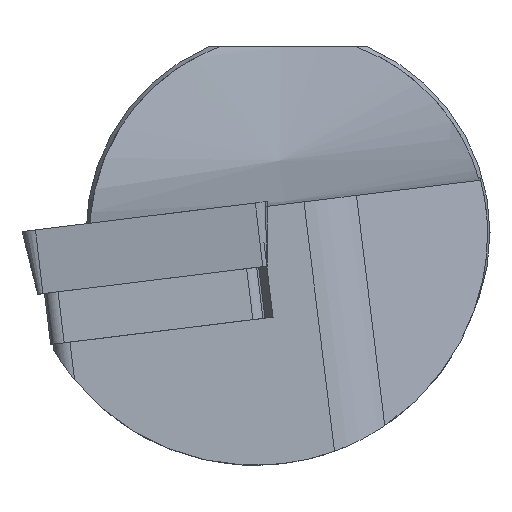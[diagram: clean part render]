
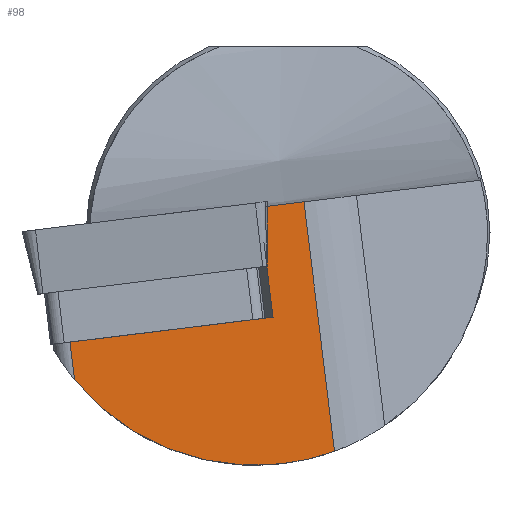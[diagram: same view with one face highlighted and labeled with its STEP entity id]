
A CAD part, left-side view. The second image highlights one B-rep face of the part: STEP entity #98.
In plain terms, the highlighted planar face has unit normal (-0.999, -0.052, 0.006).
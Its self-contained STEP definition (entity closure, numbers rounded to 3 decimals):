
#90=ELLIPSE('',#764,14.419,14.4);
#98=ADVANCED_FACE('',(#162),#139,.F.);
#139=PLANE('',#765);
#162=FACE_OUTER_BOUND('',#202,.T.);
#202=EDGE_LOOP('',(#372,#373,#374,#375,#376,#377,#378,#379));
#241=LINE('',#1030,#298);
#251=LINE('',#1051,#308);
#255=LINE('',#1058,#312);
#256=LINE('',#1060,#313);
#257=LINE('',#1064,#314);
#258=LINE('',#1066,#315);
#259=LINE('',#1068,#316);
#298=VECTOR('',#833,1.);
#308=VECTOR('',#847,1.);
#312=VECTOR('',#853,1.);
#313=VECTOR('',#854,1.);
#314=VECTOR('',#857,1.);
#315=VECTOR('',#858,1.);
#316=VECTOR('',#859,1.);
#372=ORIENTED_EDGE('',*,*,#632,.F.);
#373=ORIENTED_EDGE('',*,*,#646,.F.);
#374=ORIENTED_EDGE('',*,*,#647,.F.);
#375=ORIENTED_EDGE('',*,*,#648,.T.);
#376=ORIENTED_EDGE('',*,*,#649,.T.);
#377=ORIENTED_EDGE('',*,*,#650,.F.);
#378=ORIENTED_EDGE('',*,*,#651,.F.);
#379=ORIENTED_EDGE('',*,*,#642,.T.);
#563=VERTEX_POINT('',#1028);
#565=VERTEX_POINT('',#1031);
#574=VERTEX_POINT('',#1052);
#576=VERTEX_POINT('',#1059);
#577=VERTEX_POINT('',#1061);
#578=VERTEX_POINT('',#1063);
#579=VERTEX_POINT('',#1065);
#580=VERTEX_POINT('',#1067);
#632=EDGE_CURVE('',#563,#565,#241,.T.);
#642=EDGE_CURVE('',#574,#565,#251,.T.);
#646=EDGE_CURVE('',#576,#563,#255,.T.);
#647=EDGE_CURVE('',#577,#576,#256,.T.);
#648=EDGE_CURVE('',#577,#578,#90,.T.);
#649=EDGE_CURVE('',#578,#579,#257,.T.);
#650=EDGE_CURVE('',#580,#579,#258,.T.);
#651=EDGE_CURVE('',#574,#580,#259,.T.);
#764=AXIS2_PLACEMENT_3D('',#1062,#855,#856);
#765=AXIS2_PLACEMENT_3D('',#1069,#860,#861);
#833=DIRECTION('',(0.052,-0.991,0.122));
#847=DIRECTION('',(0.,-0.122,-0.993));
#853=DIRECTION('',(0.052,-0.991,0.122));
#854=DIRECTION('',(0.,0.122,0.993));
#855=DIRECTION('',(-0.999,-0.052,0.006));
#856=DIRECTION('',(0.052,-0.991,0.122));
#857=DIRECTION('',(0.,0.122,0.993));
#858=DIRECTION('',(0.052,-0.991,0.122));
#859=DIRECTION('',(0.007,-0.018,1.));
#860=DIRECTION('',(0.999,0.052,-0.006));
#861=DIRECTION('',(0.052,-0.999,0.));
#1028=CARTESIAN_POINT('',(2.123,1.661,-5.32));
#1030=CARTESIAN_POINT('',(1.502,13.496,-6.774));
#1031=CARTESIAN_POINT('',(2.161,0.926,-5.23));
#1051=CARTESIAN_POINT('',(2.161,2.145,4.695));
#1052=CARTESIAN_POINT('',(2.161,1.537,-0.255));
#1058=CARTESIAN_POINT('',(1.502,13.496,-6.774));
#1059=CARTESIAN_POINT('',(1.502,13.496,-6.774));
#1060=CARTESIAN_POINT('',(1.502,11.93,-19.528));
#1061=CARTESIAN_POINT('',(1.502,13.211,-9.099));
#1062=CARTESIAN_POINT('',(2.136,2.05,0.));
#1063=CARTESIAN_POINT('',(2.305,-2.879,-13.53));
#1064=CARTESIAN_POINT('',(2.305,-3.385,-17.647));
#1065=CARTESIAN_POINT('',(2.305,-0.984,1.906));
#1066=CARTESIAN_POINT('',(1.502,14.331,0.025));
#1067=CARTESIAN_POINT('',(2.175,1.503,1.601));
#1068=CARTESIAN_POINT('',(2.019,1.897,-19.717));
#1069=CARTESIAN_POINT('',(1.502,11.93,-19.528));
